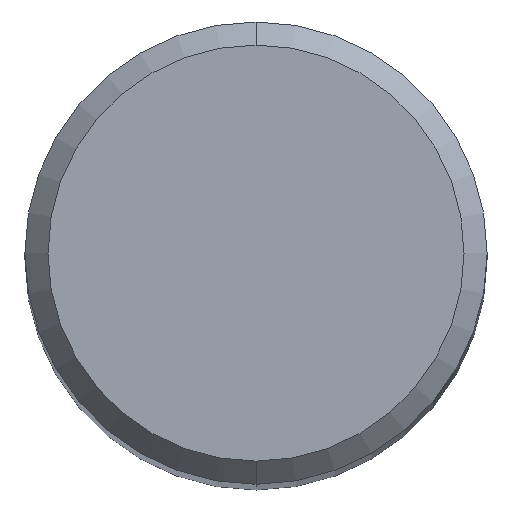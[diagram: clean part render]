
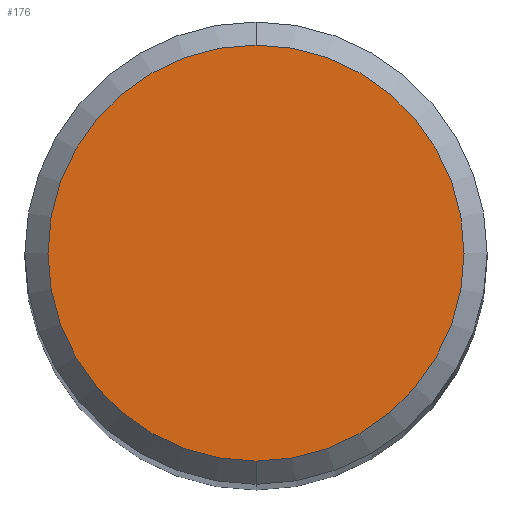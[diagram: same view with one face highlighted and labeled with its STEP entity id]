
A CAD part, top view. The second image highlights one B-rep face of the part: STEP entity #176.
In plain terms, the highlighted planar face has unit normal (0, 0, 1).
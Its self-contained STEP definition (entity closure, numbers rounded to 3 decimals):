
#176=ADVANCED_FACE('',(#477),#478,.T.);
#186=EDGE_CURVE('',#244,#196,#490,.T.);
#196=VERTEX_POINT('',#501);
#244=VERTEX_POINT('',#556);
#306=EDGE_CURVE('',#196,#244,#621,.T.);
#477=FACE_OUTER_BOUND('',#801,.T.);
#478=PLANE('',#802);
#490=CIRCLE('',#817,3.6);
#501=CARTESIAN_POINT('',(0.0,3.6,0.0));
#556=CARTESIAN_POINT('',(0.,-3.6,0.0));
#621=CIRCLE('',#1073,3.6);
#801=EDGE_LOOP('',(#1436,#1437));
#802=AXIS2_PLACEMENT_3D('',#1438,#1439,#1440);
#817=AXIS2_PLACEMENT_3D('',#1450,#1451,#1452);
#1073=AXIS2_PLACEMENT_3D('',#1596,#1597,#1598);
#1436=ORIENTED_EDGE('',*,*,#306,.F.);
#1437=ORIENTED_EDGE('',*,*,#186,.F.);
#1438=CARTESIAN_POINT('',(0.0,1.8,0.0));
#1439=DIRECTION('',(-0.0,0.0,1.0));
#1440=DIRECTION('',(0.0,-1.0,0.0));
#1450=CARTESIAN_POINT('',(0.0,0.0,0.0));
#1451=DIRECTION('',(0.0,0.0,-1.0));
#1452=DIRECTION('',(0.0,1.0,0.0));
#1596=CARTESIAN_POINT('',(0.0,0.0,0.0));
#1597=DIRECTION('',(0.0,0.0,-1.0));
#1598=DIRECTION('',(0.0,1.0,0.0));
